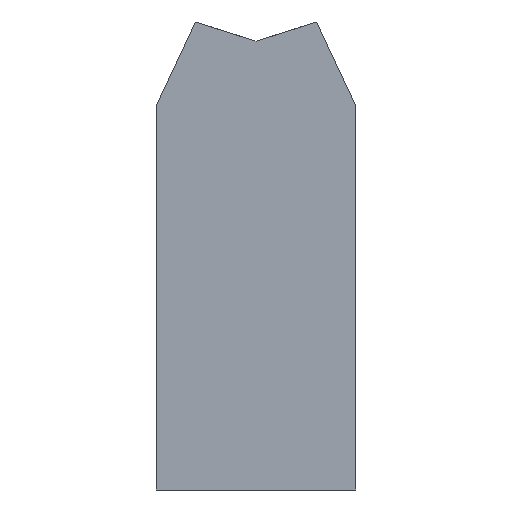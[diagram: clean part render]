
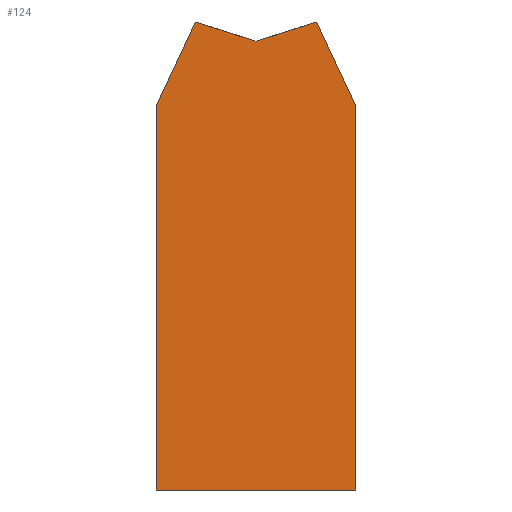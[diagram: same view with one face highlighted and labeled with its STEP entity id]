
A CAD part, front view. The second image highlights one B-rep face of the part: STEP entity #124.
In plain terms, the highlighted planar face has unit normal (0, -1, 0).
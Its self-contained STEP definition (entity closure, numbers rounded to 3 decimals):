
#124 = ADVANCED_FACE( '', ( #285 ), #286, .T. );
#285 = FACE_OUTER_BOUND( '', #442, .T. );
#286 = PLANE( '', #443 );
#442 = EDGE_LOOP( '', ( #690, #691, #692, #693, #694, #695, #696 ) );
#443 = AXIS2_PLACEMENT_3D( '', #697, #698, #699 );
#690 = ORIENTED_EDGE( '', *, *, #809, .T. );
#691 = ORIENTED_EDGE( '', *, *, #815, .T. );
#692 = ORIENTED_EDGE( '', *, *, #751, .T. );
#693 = ORIENTED_EDGE( '', *, *, #776, .T. );
#694 = ORIENTED_EDGE( '', *, *, #821, .T. );
#695 = ORIENTED_EDGE( '', *, *, #793, .T. );
#696 = ORIENTED_EDGE( '', *, *, #756, .T. );
#697 = CARTESIAN_POINT( '', ( -17.5, 0., 0. ) );
#698 = DIRECTION( '', ( 0., -1., 0. ) );
#699 = DIRECTION( '', ( 0., 0., -1. ) );
#751 = EDGE_CURVE( '', #868, #869, #870, .T. );
#756 = EDGE_CURVE( '', #877, #878, #879, .T. );
#776 = EDGE_CURVE( '', #869, #910, #911, .T. );
#793 = EDGE_CURVE( '', #936, #877, #937, .T. );
#809 = EDGE_CURVE( '', #878, #958, #959, .T. );
#815 = EDGE_CURVE( '', #958, #868, #967, .T. );
#821 = EDGE_CURVE( '', #910, #936, #973, .T. );
#868 = VERTEX_POINT( '', #1020 );
#869 = VERTEX_POINT( '', #1021 );
#870 = LINE( '', #1022, #1023 );
#877 = VERTEX_POINT( '', #1033 );
#878 = VERTEX_POINT( '', #1034 );
#879 = LINE( '', #1035, #1036 );
#910 = VERTEX_POINT( '', #1070 );
#911 = LINE( '', #1071, #1072 );
#936 = VERTEX_POINT( '', #1101 );
#937 = LINE( '', #1102, #1103 );
#958 = VERTEX_POINT( '', #1130 );
#959 = LINE( '', #1131, #1132 );
#967 = LINE( '', #1141, #1142 );
#973 = LINE( '', #1148, #1149 );
#1020 = CARTESIAN_POINT( '', ( 17.5, 0., 0. ) );
#1021 = CARTESIAN_POINT( '', ( 17.5, 0., 67.471 ) );
#1022 = CARTESIAN_POINT( '', ( 17.5, 0., 0. ) );
#1023 = VECTOR( '', #1207, 1000. );
#1033 = CARTESIAN_POINT( '', ( -10.657, 0., 82.147 ) );
#1034 = CARTESIAN_POINT( '', ( -17.5, 0., 67.471 ) );
#1035 = CARTESIAN_POINT( '', ( -10.657, 0., 82.147 ) );
#1036 = VECTOR( '', #1211, 1000. );
#1070 = CARTESIAN_POINT( '', ( 10.657, 0., 82.147 ) );
#1071 = CARTESIAN_POINT( '', ( 17.5, 0., 67.471 ) );
#1072 = VECTOR( '', #1242, 1000. );
#1101 = CARTESIAN_POINT( '', ( 0., 0., 78.787 ) );
#1102 = CARTESIAN_POINT( '', ( 0., 0., 78.787 ) );
#1103 = VECTOR( '', #1265, 1000. );
#1130 = CARTESIAN_POINT( '', ( -17.5, 0., 0. ) );
#1131 = CARTESIAN_POINT( '', ( -17.5, 0., 67.471 ) );
#1132 = VECTOR( '', #1284, 1000. );
#1141 = CARTESIAN_POINT( '', ( -17.5, 0., 0. ) );
#1142 = VECTOR( '', #1292, 1000. );
#1148 = CARTESIAN_POINT( '', ( 10.657, 0., 82.147 ) );
#1149 = VECTOR( '', #1293, 1000. );
#1207 = DIRECTION( '', ( 0., 0., 1. ) );
#1211 = DIRECTION( '', ( -0.423, 0., -0.906 ) );
#1242 = DIRECTION( '', ( -0.423, 0., 0.906 ) );
#1265 = DIRECTION( '', ( -0.954, 0., 0.301 ) );
#1284 = DIRECTION( '', ( 0., 0., -1. ) );
#1292 = DIRECTION( '', ( 1., 0., 0. ) );
#1293 = DIRECTION( '', ( -0.954, 0., -0.301 ) );
